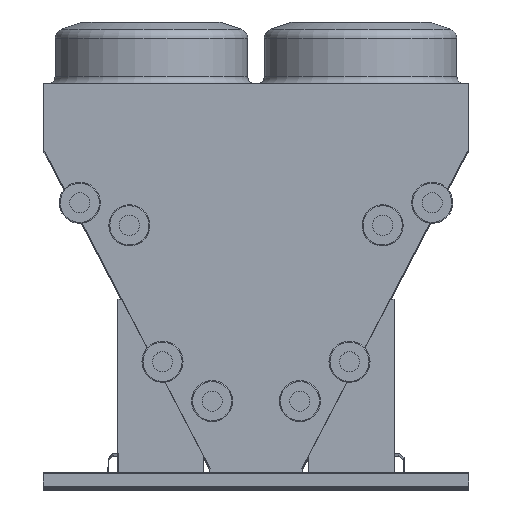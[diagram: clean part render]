
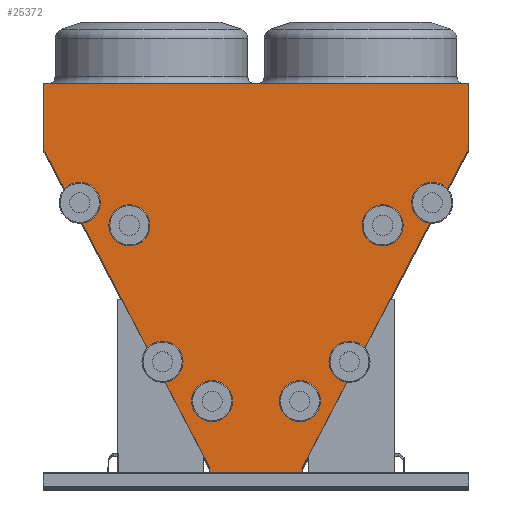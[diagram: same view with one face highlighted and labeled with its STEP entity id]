
A CAD part, top view. The second image highlights one B-rep face of the part: STEP entity #25372.
In plain terms, the highlighted planar face has unit normal (0, 0, 1).
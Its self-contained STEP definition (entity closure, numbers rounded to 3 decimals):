
#234 = LINE ( 'NONE', #27988, #24081 ) ;
#315 = CARTESIAN_POINT ( 'NONE',  ( -1127.739, 1711.053, 0. ) ) ;
#511 = DIRECTION ( 'NONE',  ( 0., 1., 0. ) ) ;
#668 = VERTEX_POINT ( 'NONE', #18794 ) ;
#707 = DIRECTION ( 'NONE',  ( 0.887, -0.462, 0. ) ) ;
#929 = VERTEX_POINT ( 'NONE', #29461 ) ;
#1217 = LINE ( 'NONE', #13999, #17788 ) ;
#1392 = CARTESIAN_POINT ( 'NONE',  ( 279.893, 1.482, 0. ) ) ;
#1761 = LINE ( 'NONE', #18572, #17382 ) ;
#1789 = DIRECTION ( 'NONE',  ( 0., -1., 0. ) ) ;
#2734 = LINE ( 'NONE', #14323, #34728 ) ;
#2787 = LINE ( 'NONE', #22506, #11091 ) ;
#3447 = EDGE_CURVE ( 'NONE', #30319, #17214, #21826, .T. ) ;
#3841 = DIRECTION ( 'NONE',  ( -1., 0., 0. ) ) ;
#4136 = CARTESIAN_POINT ( 'NONE',  ( 279.893, 1.482, 0. ) ) ;
#4332 = ORIENTED_EDGE ( 'NONE', *, *, #13809, .T. ) ;
#4724 = EDGE_CURVE ( 'NONE', #14561, #668, #1217, .T. ) ;
#4739 = ORIENTED_EDGE ( 'NONE', *, *, #13122, .T. ) ;
#5795 = DIRECTION ( 'NONE',  ( 0., 1., 0. ) ) ;
#6219 = VERTEX_POINT ( 'NONE', #36911 ) ;
#6584 = VECTOR ( 'NONE', #5795, 1000. ) ;
#7019 = LINE ( 'NONE', #37636, #28963 ) ;
#7417 = VERTEX_POINT ( 'NONE', #4136 ) ;
#7860 = ORIENTED_EDGE ( 'NONE', *, *, #8704, .T. ) ;
#8286 = DIRECTION ( 'NONE',  ( 1., 0., 0. ) ) ;
#8606 = LINE ( 'NONE', #10602, #9585 ) ;
#8704 = EDGE_CURVE ( 'NONE', #929, #30319, #8606, .T. ) ;
#8906 = CARTESIAN_POINT ( 'NONE',  ( 279.893, 0., 0. ) ) ;
#9105 = VERTEX_POINT ( 'NONE', #9861 ) ;
#9494 = CARTESIAN_POINT ( 'NONE',  ( -1127.739, 1711.053, 0. ) ) ;
#9585 = VECTOR ( 'NONE', #32319, 1000. ) ;
#9861 = CARTESIAN_POINT ( 'NONE',  ( -1136.282, 1727.462, 0. ) ) ;
#9884 = VECTOR ( 'NONE', #33747, 1000. ) ;
#9959 = DIRECTION ( 'NONE',  ( 0., -1., 0. ) ) ;
#10315 = ORIENTED_EDGE ( 'NONE', *, *, #3447, .T. ) ;
#10328 = EDGE_CURVE ( 'NONE', #13701, #929, #12697, .T. ) ;
#10525 = CARTESIAN_POINT ( 'NONE',  ( 1136.15, 2083.62, 0. ) ) ;
#10602 = CARTESIAN_POINT ( 'NONE',  ( 246.893, 17.358, 0. ) ) ;
#10950 = ORIENTED_EDGE ( 'NONE', *, *, #20971, .T. ) ;
#11091 = VECTOR ( 'NONE', #707, 1000. ) ;
#11249 = EDGE_CURVE ( 'NONE', #18383, #6219, #27222, .T. ) ;
#11839 = CARTESIAN_POINT ( 'NONE',  ( 245.39, 20.232, 0. ) ) ;
#11971 = VERTEX_POINT ( 'NONE', #38644 ) ;
#12505 = DIRECTION ( 'NONE',  ( 0.887, 0.462, 0. ) ) ;
#12697 = LINE ( 'NONE', #22299, #29239 ) ;
#13122 = EDGE_CURVE ( 'NONE', #7417, #13701, #19254, .T. ) ;
#13501 = VECTOR ( 'NONE', #25009, 1000. ) ;
#13647 = CARTESIAN_POINT ( 'NONE',  ( -245.403, 20.223, 0. ) ) ;
#13701 = VERTEX_POINT ( 'NONE', #33309 ) ;
#13809 = EDGE_CURVE ( 'NONE', #26277, #22557, #234, .T. ) ;
#13999 = CARTESIAN_POINT ( 'NONE',  ( -246.893, 17.358, 0. ) ) ;
#14040 = EDGE_CURVE ( 'NONE', #25509, #26277, #39688, .T. ) ;
#14323 = CARTESIAN_POINT ( 'NONE',  ( -1136.282, 1727.462, 0. ) ) ;
#14536 = ORIENTED_EDGE ( 'NONE', *, *, #21144, .T. ) ;
#14561 = VERTEX_POINT ( 'NONE', #13647 ) ;
#15291 = CARTESIAN_POINT ( 'NONE',  ( -246.893, 17.358, 0. ) ) ;
#15433 = DIRECTION ( 'NONE',  ( 0.462, -0.887, 0. ) ) ;
#15658 = EDGE_CURVE ( 'NONE', #34313, #7417, #23254, .T. ) ;
#16265 = VECTOR ( 'NONE', #32250, 1000. ) ;
#16327 = EDGE_CURVE ( 'NONE', #38635, #11971, #7019, .T. ) ;
#16343 = ORIENTED_EDGE ( 'NONE', *, *, #10328, .T. ) ;
#16648 = EDGE_CURVE ( 'NONE', #11971, #34313, #30385, .T. ) ;
#16950 = LINE ( 'NONE', #30155, #24262 ) ;
#17115 = ORIENTED_EDGE ( 'NONE', *, *, #4724, .T. ) ;
#17214 = VERTEX_POINT ( 'NONE', #18809 ) ;
#17382 = VECTOR ( 'NONE', #15433, 1000. ) ;
#17691 = ORIENTED_EDGE ( 'NONE', *, *, #16648, .T. ) ;
#17788 = VECTOR ( 'NONE', #23456, 1000. ) ;
#18183 = CARTESIAN_POINT ( 'NONE',  ( 279.893, 0., 0. ) ) ;
#18245 = LINE ( 'NONE', #15291, #9884 ) ;
#18287 = VECTOR ( 'NONE', #32586, 1000. ) ;
#18383 = VERTEX_POINT ( 'NONE', #9494 ) ;
#18572 = CARTESIAN_POINT ( 'NONE',  ( -1127.739, 1711.053, 0. ) ) ;
#18651 = DIRECTION ( 'NONE',  ( -1., 0., 0. ) ) ;
#18655 = CARTESIAN_POINT ( 'NONE',  ( 245.39, 20.232, 0. ) ) ;
#18794 = CARTESIAN_POINT ( 'NONE',  ( -246.893, 17.358, 0. ) ) ;
#18809 = CARTESIAN_POINT ( 'NONE',  ( 1126.218, 1711.776, 0. ) ) ;
#19254 = LINE ( 'NONE', #1392, #18287 ) ;
#19360 = VECTOR ( 'NONE', #3841, 1000. ) ;
#19464 = DIRECTION ( 'NONE',  ( -1., 0., 0. ) ) ;
#20401 = ORIENTED_EDGE ( 'NONE', *, *, #38807, .T. ) ;
#20909 = CARTESIAN_POINT ( 'NONE',  ( 279.893, 0., 0. ) ) ;
#20971 = EDGE_CURVE ( 'NONE', #6219, #14561, #16950, .T. ) ;
#21144 = EDGE_CURVE ( 'NONE', #31404, #38635, #35661, .T. ) ;
#21205 = VECTOR ( 'NONE', #8286, 1000. ) ;
#21826 = LINE ( 'NONE', #18655, #13501 ) ;
#21840 = EDGE_CURVE ( 'NONE', #22557, #9105, #2734, .T. ) ;
#22153 = EDGE_CURVE ( 'NONE', #668, #31404, #18245, .T. ) ;
#22299 = CARTESIAN_POINT ( 'NONE',  ( 246.893, 17.358, 0. ) ) ;
#22459 = VECTOR ( 'NONE', #29604, 1000. ) ;
#22506 = CARTESIAN_POINT ( 'NONE',  ( 1127.607, 1711.053, 0. ) ) ;
#22557 = VERTEX_POINT ( 'NONE', #35685 ) ;
#23254 = LINE ( 'NONE', #8906, #6584 ) ;
#23456 = DIRECTION ( 'NONE',  ( -0.461, -0.887, 0. ) ) ;
#24081 = VECTOR ( 'NONE', #18651, 1000. ) ;
#24262 = VECTOR ( 'NONE', #36208, 1000. ) ;
#25009 = DIRECTION ( 'NONE',  ( 0.462, 0.887, 0. ) ) ;
#25372 = ADVANCED_FACE ( 'NONE', ( #33026 ), #37674, .F. ) ;
#25509 = VERTEX_POINT ( 'NONE', #26369 ) ;
#25548 = CARTESIAN_POINT ( 'NONE',  ( -279.893, 1.482, 0. ) ) ;
#26277 = VERTEX_POINT ( 'NONE', #27115 ) ;
#26369 = CARTESIAN_POINT ( 'NONE',  ( 1136.15, 1727.462, 0. ) ) ;
#26533 = VERTEX_POINT ( 'NONE', #34536 ) ;
#27115 = CARTESIAN_POINT ( 'NONE',  ( 1136.15, 2083.62, 0. ) ) ;
#27222 = LINE ( 'NONE', #315, #35293 ) ;
#27297 = AXIS2_PLACEMENT_3D ( 'NONE', #31487, #37797, #19464 ) ;
#27622 = ORIENTED_EDGE ( 'NONE', *, *, #22153, .T. ) ;
#27762 = CARTESIAN_POINT ( 'NONE',  ( -279.893, 1.482, 0. ) ) ;
#27988 = CARTESIAN_POINT ( 'NONE',  ( -1136.282, 2083.62, 0. ) ) ;
#28001 = CARTESIAN_POINT ( 'NONE',  ( -246.893, 1.482, 0. ) ) ;
#28963 = VECTOR ( 'NONE', #9959, 1000. ) ;
#29239 = VECTOR ( 'NONE', #511, 1000. ) ;
#29461 = CARTESIAN_POINT ( 'NONE',  ( 246.893, 17.358, 0. ) ) ;
#29604 = DIRECTION ( 'NONE',  ( 0.462, 0.887, 0. ) ) ;
#29982 = ORIENTED_EDGE ( 'NONE', *, *, #16327, .T. ) ;
#30155 = CARTESIAN_POINT ( 'NONE',  ( -245.403, 20.223, 0. ) ) ;
#30319 = VERTEX_POINT ( 'NONE', #11839 ) ;
#30385 = LINE ( 'NONE', #20909, #21205 ) ;
#30642 = LINE ( 'NONE', #32654, #22459 ) ;
#30777 = EDGE_CURVE ( 'NONE', #9105, #18383, #1761, .T. ) ;
#31404 = VERTEX_POINT ( 'NONE', #28001 ) ;
#31487 = CARTESIAN_POINT ( 'NONE',  ( 0., 0., 0. ) ) ;
#31536 = ORIENTED_EDGE ( 'NONE', *, *, #11249, .T. ) ;
#31699 = EDGE_LOOP ( 'NONE', ( #33591, #36231, #31536, #10950, #17115, #27622, #14536, #29982, #17691, #35587, #4739, #16343, #7860, #10315, #20401, #33788, #32289, #4332 ) ) ;
#32250 = DIRECTION ( 'NONE',  ( 0., 1., 0. ) ) ;
#32289 = ORIENTED_EDGE ( 'NONE', *, *, #14040, .T. ) ;
#32319 = DIRECTION ( 'NONE',  ( -0.463, 0.886, 0. ) ) ;
#32586 = DIRECTION ( 'NONE',  ( -1., 0., 0. ) ) ;
#32654 = CARTESIAN_POINT ( 'NONE',  ( 1127.607, 1711.053, 0. ) ) ;
#33026 = FACE_OUTER_BOUND ( 'NONE', #31699, .T. ) ;
#33309 = CARTESIAN_POINT ( 'NONE',  ( 246.893, 1.482, 0. ) ) ;
#33591 = ORIENTED_EDGE ( 'NONE', *, *, #21840, .T. ) ;
#33747 = DIRECTION ( 'NONE',  ( 0., -1., 0. ) ) ;
#33788 = ORIENTED_EDGE ( 'NONE', *, *, #37851, .T. ) ;
#34313 = VERTEX_POINT ( 'NONE', #18183 ) ;
#34536 = CARTESIAN_POINT ( 'NONE',  ( 1127.607, 1711.053, 0. ) ) ;
#34728 = VECTOR ( 'NONE', #1789, 1000. ) ;
#35293 = VECTOR ( 'NONE', #12505, 1000. ) ;
#35587 = ORIENTED_EDGE ( 'NONE', *, *, #15658, .T. ) ;
#35661 = LINE ( 'NONE', #25548, #19360 ) ;
#35685 = CARTESIAN_POINT ( 'NONE',  ( -1136.282, 2083.62, 0. ) ) ;
#36208 = DIRECTION ( 'NONE',  ( 0.462, -0.887, 0. ) ) ;
#36231 = ORIENTED_EDGE ( 'NONE', *, *, #30777, .T. ) ;
#36911 = CARTESIAN_POINT ( 'NONE',  ( -1126.246, 1711.83, 0. ) ) ;
#37636 = CARTESIAN_POINT ( 'NONE',  ( -279.893, 0., 0. ) ) ;
#37674 = PLANE ( 'NONE',  #27297 ) ;
#37797 = DIRECTION ( 'NONE',  ( 0., 0., -1. ) ) ;
#37851 = EDGE_CURVE ( 'NONE', #26533, #25509, #30642, .T. ) ;
#38635 = VERTEX_POINT ( 'NONE', #27762 ) ;
#38644 = CARTESIAN_POINT ( 'NONE',  ( -279.893, 0., 0. ) ) ;
#38807 = EDGE_CURVE ( 'NONE', #17214, #26533, #2787, .T. ) ;
#39688 = LINE ( 'NONE', #10525, #16265 ) ;
